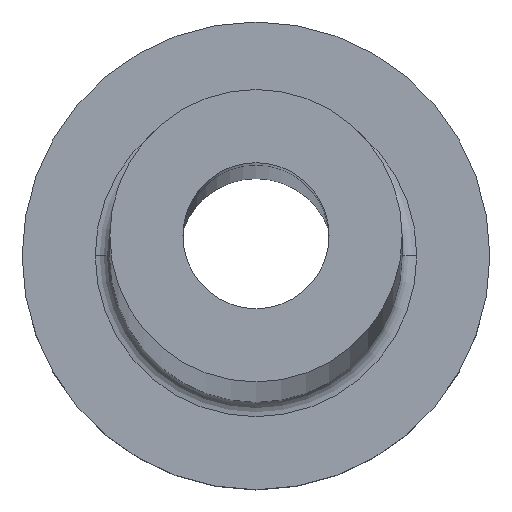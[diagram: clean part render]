
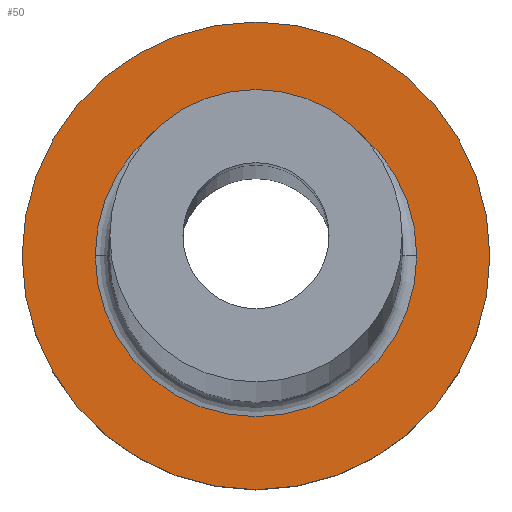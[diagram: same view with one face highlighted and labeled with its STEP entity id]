
A CAD part, top view. The second image highlights one B-rep face of the part: STEP entity #50.
In plain terms, the highlighted planar face has unit normal (0, 0, 1).
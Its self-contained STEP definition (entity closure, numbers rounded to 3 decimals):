
#7 = EDGE_CURVE ( 'NONE', #242, #123, #209, .T. ) ;
#16 = AXIS2_PLACEMENT_3D ( 'NONE', #250, #70, #210 ) ;
#22 = DIRECTION ( 'NONE',  ( 0., 0., -1. ) ) ;
#25 = DIRECTION ( 'NONE',  ( 1., 0., 0. ) ) ;
#27 = DIRECTION ( 'NONE',  ( 0., 0., 1. ) ) ;
#30 = ORIENTED_EDGE ( 'NONE', *, *, #259, .T. ) ;
#37 = CARTESIAN_POINT ( 'NONE',  ( 0., 0., 5. ) ) ;
#46 = CIRCLE ( 'NONE', #57, 8. ) ;
#50 = ADVANCED_FACE ( 'NONE', ( #68, #207 ), #359, .T. ) ;
#57 = AXIS2_PLACEMENT_3D ( 'NONE', #266, #129, #86 ) ;
#59 = DIRECTION ( 'NONE',  ( 1., 0., 0. ) ) ;
#68 = FACE_BOUND ( 'NONE', #148, .T. ) ;
#70 = DIRECTION ( 'NONE',  ( 0., 0., -1. ) ) ;
#72 = ORIENTED_EDGE ( 'NONE', *, *, #7, .T. ) ;
#78 = CARTESIAN_POINT ( 'NONE',  ( -5.5, 0., 5. ) ) ;
#86 = DIRECTION ( 'NONE',  ( 1., 0., 0. ) ) ;
#123 = VERTEX_POINT ( 'NONE', #78 ) ;
#129 = DIRECTION ( 'NONE',  ( 0., 0., 1. ) ) ;
#139 = DIRECTION ( 'NONE',  ( 0., 0., 1. ) ) ;
#148 = EDGE_LOOP ( 'NONE', ( #72, #214 ) ) ;
#155 = CARTESIAN_POINT ( 'NONE',  ( -8., 0., 5. ) ) ;
#195 = CARTESIAN_POINT ( 'NONE',  ( 8., 0., 5. ) ) ;
#198 = VERTEX_POINT ( 'NONE', #155 ) ;
#207 = FACE_OUTER_BOUND ( 'NONE', #349, .T. ) ;
#209 = CIRCLE ( 'NONE', #16, 5.5 ) ;
#210 = DIRECTION ( 'NONE',  ( 1., 0., 0. ) ) ;
#214 = ORIENTED_EDGE ( 'NONE', *, *, #230, .T. ) ;
#230 = EDGE_CURVE ( 'NONE', #123, #242, #276, .T. ) ;
#242 = VERTEX_POINT ( 'NONE', #300 ) ;
#249 = CIRCLE ( 'NONE', #326, 8. ) ;
#250 = CARTESIAN_POINT ( 'NONE',  ( 0., 0., 5. ) ) ;
#259 = EDGE_CURVE ( 'NONE', #304, #198, #46, .T. ) ;
#266 = CARTESIAN_POINT ( 'NONE',  ( 0., 0., 5. ) ) ;
#276 = CIRCLE ( 'NONE', #423, 5.5 ) ;
#283 = DIRECTION ( 'NONE',  ( 1., 0., 0. ) ) ;
#300 = CARTESIAN_POINT ( 'NONE',  ( 5.5, 0., 5. ) ) ;
#304 = VERTEX_POINT ( 'NONE', #195 ) ;
#316 = EDGE_CURVE ( 'NONE', #198, #304, #249, .T. ) ;
#326 = AXIS2_PLACEMENT_3D ( 'NONE', #388, #27, #25 ) ;
#335 = AXIS2_PLACEMENT_3D ( 'NONE', #37, #139, #283 ) ;
#349 = EDGE_LOOP ( 'NONE', ( #442, #30 ) ) ;
#359 = PLANE ( 'NONE',  #335 ) ;
#388 = CARTESIAN_POINT ( 'NONE',  ( 0., 0., 5. ) ) ;
#417 = CARTESIAN_POINT ( 'NONE',  ( 0., 0., 5. ) ) ;
#423 = AXIS2_PLACEMENT_3D ( 'NONE', #417, #22, #59 ) ;
#442 = ORIENTED_EDGE ( 'NONE', *, *, #316, .T. ) ;
